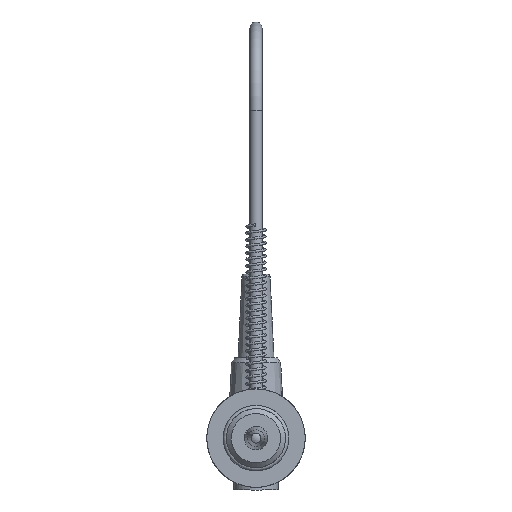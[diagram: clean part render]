
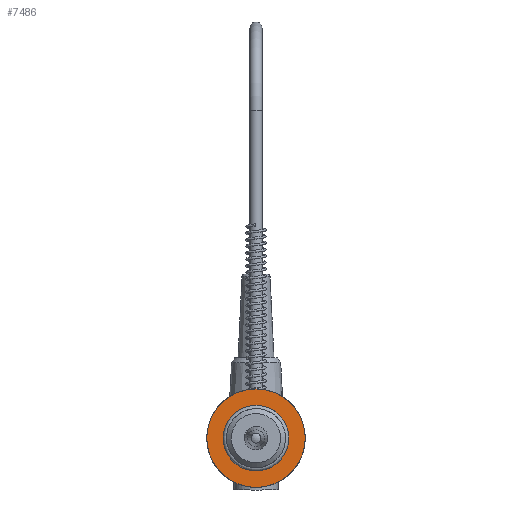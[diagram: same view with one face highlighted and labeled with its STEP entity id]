
A CAD part, left-side view. The second image highlights one B-rep face of the part: STEP entity #7486.
In plain terms, the highlighted planar face has unit normal (-1, 0, 0).
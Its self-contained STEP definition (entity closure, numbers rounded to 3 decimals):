
#1624=PLANE('',#8242);
#1693=FACE_BOUND('',#2534,.T.);
#2085=FACE_OUTER_BOUND('',#2533,.T.);
#2533=EDGE_LOOP('',(#6587));
#2534=EDGE_LOOP('',(#6588));
#2924=CIRCLE('',#8236,10.);
#2925=CIRCLE('',#8238,15.);
#3607=VERTEX_POINT('',#12865);
#3608=VERTEX_POINT('',#12868);
#4611=EDGE_CURVE('',#3607,#3607,#2924,.T.);
#4612=EDGE_CURVE('',#3608,#3608,#2925,.T.);
#6587=ORIENTED_EDGE('',*,*,#4612,.T.);
#6588=ORIENTED_EDGE('',*,*,#4611,.F.);
#7486=ADVANCED_FACE('',(#2085,#1693),#1624,.T.);
#8236=AXIS2_PLACEMENT_3D('',#12866,#10304,#10305);
#8238=AXIS2_PLACEMENT_3D('',#12869,#10308,#10309);
#8242=AXIS2_PLACEMENT_3D('',#12875,#10316,#10317);
#10304=DIRECTION('center_axis',(-1.,0.,0.));
#10305=DIRECTION('ref_axis',(0.,-1.,0.));
#10308=DIRECTION('center_axis',(-1.,0.,0.));
#10309=DIRECTION('ref_axis',(0.,1.,0.));
#10316=DIRECTION('center_axis',(-1.,0.,0.));
#10317=DIRECTION('ref_axis',(0.,-1.,0.));
#12865=CARTESIAN_POINT('',(4.088,-10.,12.323));
#12866=CARTESIAN_POINT('Origin',(4.088,0.,
12.323));
#12868=CARTESIAN_POINT('',(4.088,-15.,12.323));
#12869=CARTESIAN_POINT('Origin',(4.088,0.,
12.323));
#12875=CARTESIAN_POINT('Origin',(4.088,0.,
12.323));
